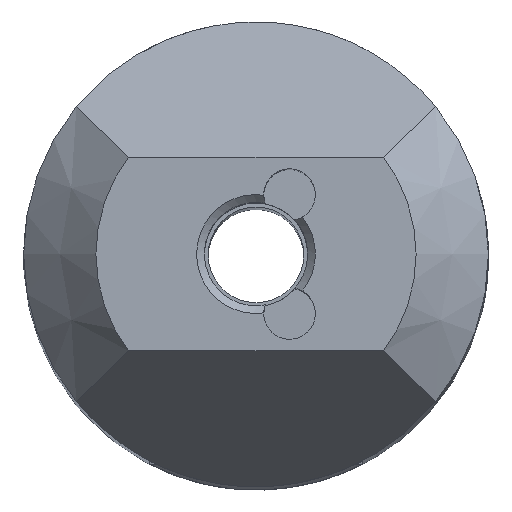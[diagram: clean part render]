
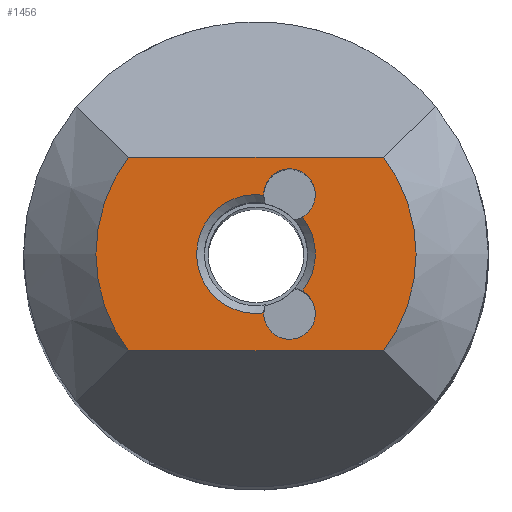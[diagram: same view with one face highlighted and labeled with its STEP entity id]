
A CAD part, top view. The second image highlights one B-rep face of the part: STEP entity #1456.
In plain terms, the highlighted planar face has unit normal (0, 0, 1).
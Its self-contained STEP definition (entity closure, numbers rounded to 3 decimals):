
#41 = DIRECTION ( 'NONE',  ( 1., 0., 0. ) ) ;
#43 = CIRCLE ( 'NONE', #887, 1. ) ;
#94 = DIRECTION ( 'NONE',  ( 1., 0., 0. ) ) ;
#191 = AXIS2_PLACEMENT_3D ( 'NONE', #2144, #2318, #666 ) ;
#203 = VERTEX_POINT ( 'NONE', #420 ) ;
#250 = DIRECTION ( 'NONE',  ( 0., 0., -1. ) ) ;
#280 = DIRECTION ( 'NONE',  ( 0., 0., 1. ) ) ;
#376 = VERTEX_POINT ( 'NONE', #1168 ) ;
#394 = EDGE_CURVE ( 'NONE', #1759, #2215, #1050, .T. ) ;
#420 = CARTESIAN_POINT ( 'NONE',  ( 1.799, 1.433, 90. ) ) ;
#450 = CARTESIAN_POINT ( 'NONE',  ( 4.937, 3.75, 90. ) ) ;
#524 = DIRECTION ( 'NONE',  ( 1., 0., 0. ) ) ;
#528 = ORIENTED_EDGE ( 'NONE', *, *, #2012, .T. ) ;
#540 = DIRECTION ( 'NONE',  ( 0., 0., 1. ) ) ;
#562 = ORIENTED_EDGE ( 'NONE', *, *, #1960, .T. ) ;
#567 = ORIENTED_EDGE ( 'NONE', *, *, #811, .F. ) ;
#631 = VERTEX_POINT ( 'NONE', #1475 ) ;
#666 = DIRECTION ( 'NONE',  ( 1., 0., 0. ) ) ;
#727 = CIRCLE ( 'NONE', #1431, 6.2 ) ;
#767 = VERTEX_POINT ( 'NONE', #1543 ) ;
#770 = AXIS2_PLACEMENT_3D ( 'NONE', #2057, #2264, #41 ) ;
#800 = VECTOR ( 'NONE', #524, 1000. ) ;
#811 = EDGE_CURVE ( 'NONE', #767, #2147, #1969, .T. ) ;
#816 = CIRCLE ( 'NONE', #2196, 6.2 ) ;
#887 = AXIS2_PLACEMENT_3D ( 'NONE', #1801, #540, #1469 ) ;
#1026 = CARTESIAN_POINT ( 'NONE',  ( -9., -3.75, 90. ) ) ;
#1050 = CIRCLE ( 'NONE', #1254, 2.3 ) ;
#1055 = EDGE_LOOP ( 'NONE', ( #562, #528, #567, #1251 ) ) ;
#1103 = CARTESIAN_POINT ( 'NONE',  ( -4.937, -3.75, 90. ) ) ;
#1168 = CARTESIAN_POINT ( 'NONE',  ( 4.937, -3.75, 90. ) ) ;
#1195 = AXIS2_PLACEMENT_3D ( 'NONE', #1933, #1564, #2112 ) ;
#1199 = ORIENTED_EDGE ( 'NONE', *, *, #1256, .F. ) ;
#1227 = DIRECTION ( 'NONE',  ( 1., 0., 0. ) ) ;
#1244 = DIRECTION ( 'NONE',  ( 1., 0., 0. ) ) ;
#1251 = ORIENTED_EDGE ( 'NONE', *, *, #1918, .T. ) ;
#1254 = AXIS2_PLACEMENT_3D ( 'NONE', #1926, #250, #1720 ) ;
#1256 = EDGE_CURVE ( 'NONE', #203, #2215, #43, .T. ) ;
#1267 = VECTOR ( 'NONE', #1227, 1000. ) ;
#1302 = PLANE ( 'NONE',  #770 ) ;
#1317 = FACE_BOUND ( 'NONE', #1787, .T. ) ;
#1416 = CARTESIAN_POINT ( 'NONE',  ( -9., 3.75, 90. ) ) ;
#1431 = AXIS2_PLACEMENT_3D ( 'NONE', #1612, #1817, #1244 ) ;
#1456 = ADVANCED_FACE ( 'NONE', ( #1526, #1317 ), #1302, .T. ) ;
#1469 = DIRECTION ( 'NONE',  ( 1., 0., 0. ) ) ;
#1475 = CARTESIAN_POINT ( 'NONE',  ( 1.799, -1.433, 90. ) ) ;
#1526 = FACE_OUTER_BOUND ( 'NONE', #1055, .T. ) ;
#1543 = CARTESIAN_POINT ( 'NONE',  ( -4.937, 3.75, 90. ) ) ;
#1564 = DIRECTION ( 'NONE',  ( 0., 0., 1. ) ) ;
#1612 = CARTESIAN_POINT ( 'NONE',  ( 0., 0., 90. ) ) ;
#1720 = DIRECTION ( 'NONE',  ( 1., 0., 0. ) ) ;
#1727 = CARTESIAN_POINT ( 'NONE',  ( 0.3, -2.28, 90. ) ) ;
#1730 = ORIENTED_EDGE ( 'NONE', *, *, #1898, .F. ) ;
#1747 = CARTESIAN_POINT ( 'NONE',  ( 0., 0., 90. ) ) ;
#1759 = VERTEX_POINT ( 'NONE', #1727 ) ;
#1787 = EDGE_LOOP ( 'NONE', ( #1199, #2169, #1730, #2259 ) ) ;
#1794 = EDGE_CURVE ( 'NONE', #203, #631, #2280, .T. ) ;
#1801 = CARTESIAN_POINT ( 'NONE',  ( 1.3, 2.3, 90. ) ) ;
#1817 = DIRECTION ( 'NONE',  ( 0., 0., 1. ) ) ;
#1853 = CIRCLE ( 'NONE', #1195, 1. ) ;
#1898 = EDGE_CURVE ( 'NONE', #1759, #631, #1853, .T. ) ;
#1918 = EDGE_CURVE ( 'NONE', #767, #2047, #816, .T. ) ;
#1926 = CARTESIAN_POINT ( 'NONE',  ( 0., 0., 90. ) ) ;
#1933 = CARTESIAN_POINT ( 'NONE',  ( 1.3, -2.3, 90. ) ) ;
#1947 = LINE ( 'NONE', #1026, #1267 ) ;
#1960 = EDGE_CURVE ( 'NONE', #2047, #376, #1947, .T. ) ;
#1969 = LINE ( 'NONE', #1416, #800 ) ;
#2012 = EDGE_CURVE ( 'NONE', #376, #2147, #727, .T. ) ;
#2047 = VERTEX_POINT ( 'NONE', #1103 ) ;
#2057 = CARTESIAN_POINT ( 'NONE',  ( 0., 0., 90. ) ) ;
#2102 = CARTESIAN_POINT ( 'NONE',  ( 0.3, 2.28, 90. ) ) ;
#2112 = DIRECTION ( 'NONE',  ( 1., 0., 0. ) ) ;
#2144 = CARTESIAN_POINT ( 'NONE',  ( 0., 0., 90. ) ) ;
#2147 = VERTEX_POINT ( 'NONE', #450 ) ;
#2169 = ORIENTED_EDGE ( 'NONE', *, *, #1794, .T. ) ;
#2196 = AXIS2_PLACEMENT_3D ( 'NONE', #1747, #280, #94 ) ;
#2215 = VERTEX_POINT ( 'NONE', #2102 ) ;
#2259 = ORIENTED_EDGE ( 'NONE', *, *, #394, .T. ) ;
#2264 = DIRECTION ( 'NONE',  ( 0., 0., 1. ) ) ;
#2280 = CIRCLE ( 'NONE', #191, 2.3 ) ;
#2318 = DIRECTION ( 'NONE',  ( 0., 0., -1. ) ) ;
